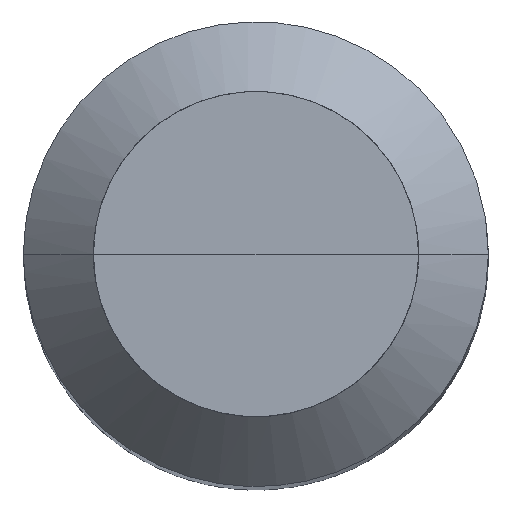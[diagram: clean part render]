
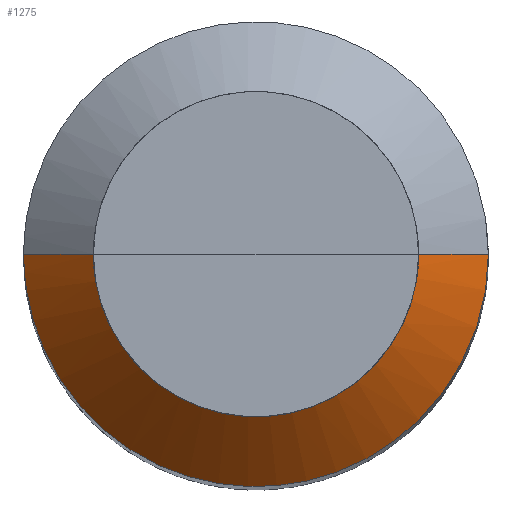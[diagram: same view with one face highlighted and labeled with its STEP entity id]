
A CAD part, top view. The second image highlights one B-rep face of the part: STEP entity #1275.
In plain terms, the highlighted free-form (B-spline) face has degree [1, 2] with [2, 5] control points.
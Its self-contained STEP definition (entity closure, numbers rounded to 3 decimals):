
#929=CARTESIAN_POINT('',(4.0,0.0,34.8));
#933=CARTESIAN_POINT('',(-4.0,0.0,34.8));
#934=CARTESIAN_POINT('',(2.8,0.0,36.0));
#938=CARTESIAN_POINT('',(-2.8,0.0,36.0));
#949=CARTESIAN_POINT('',(-4.0,-4.0,34.8));
#950=CARTESIAN_POINT('',(0.0,-4.0,34.8));
#951=CARTESIAN_POINT('',(4.0,-4.0,34.8));
#952=CARTESIAN_POINT('',(-2.8,-2.8,36.0));
#953=CARTESIAN_POINT('',(0.0,-2.8,36.0));
#954=CARTESIAN_POINT('',(2.8,-2.8,36.0));
#1256=(
BOUNDED_SURFACE()
B_SPLINE_SURFACE(1,2,(
(#933,#949,#950,#951,#929),
(#938,#952,#953,#954,#934)
), .UNSPECIFIED.,.F.,.F.,.F.)
B_SPLINE_SURFACE_WITH_KNOTS((2,2),(3,2,3),(
0.0,1.0),(
0.0,0.5,1.0), .UNSPECIFIED.)
GEOMETRIC_REPRESENTATION_ITEM()
RATIONAL_B_SPLINE_SURFACE(((1.0,0.707,1.0,0.707,1.0),
(1.0,0.707,1.0,0.707,1.0)
))
REPRESENTATION_ITEM('')
SURFACE()
);
#1257=(
BOUNDED_CURVE()
B_SPLINE_CURVE(2,(#938,#952,#953,#954,#934),.UNSPECIFIED.,.F.,.F.)
B_SPLINE_CURVE_WITH_KNOTS((3,2,3),
(0.0,0.5,1.0),.UNSPECIFIED.)
CURVE()
GEOMETRIC_REPRESENTATION_ITEM()
RATIONAL_B_SPLINE_CURVE((1.0,0.707,1.0,0.707,1.0))
REPRESENTATION_ITEM('')
);
#1258=(
BOUNDED_CURVE()
B_SPLINE_CURVE(1,(#934,#929),.UNSPECIFIED.,.F.,.F.)
B_SPLINE_CURVE_WITH_KNOTS((2,2),
(0.0,1.0),.UNSPECIFIED.)
CURVE()
GEOMETRIC_REPRESENTATION_ITEM()
RATIONAL_B_SPLINE_CURVE((1.0,1.0))
REPRESENTATION_ITEM('')
);
#1259=(
BOUNDED_CURVE()
B_SPLINE_CURVE(2,(#929,#951,#950,#949,#933),.UNSPECIFIED.,.F.,.F.)
B_SPLINE_CURVE_WITH_KNOTS((3,2,3),
(0.0,0.5,1.0),.UNSPECIFIED.)
CURVE()
GEOMETRIC_REPRESENTATION_ITEM()
RATIONAL_B_SPLINE_CURVE((1.0,0.707,1.0,0.707,1.0))
REPRESENTATION_ITEM('')
);
#1260=(
BOUNDED_CURVE()
B_SPLINE_CURVE(1,(#933,#938),.UNSPECIFIED.,.F.,.F.)
B_SPLINE_CURVE_WITH_KNOTS((2,2),
(0.0,1.0),.UNSPECIFIED.)
CURVE()
GEOMETRIC_REPRESENTATION_ITEM()
RATIONAL_B_SPLINE_CURVE((1.0,1.0))
REPRESENTATION_ITEM('')
);
#1261=VERTEX_POINT('',#929);
#1262=VERTEX_POINT('',#933);
#1263=VERTEX_POINT('',#934);
#1264=VERTEX_POINT('',#938);
#1265=EDGE_CURVE('',#1264,#1263,#1257,.T.);
#1266=EDGE_CURVE('',#1263,#1261,#1258,.T.);
#1267=EDGE_CURVE('',#1261,#1262,#1259,.T.);
#1268=EDGE_CURVE('',#1262,#1264,#1260,.T.);
#1269=ORIENTED_EDGE('',*,*,#1265,.T.);
#1270=ORIENTED_EDGE('',*,*,#1266,.T.);
#1271=ORIENTED_EDGE('',*,*,#1267,.T.);
#1272=ORIENTED_EDGE('',*,*,#1268,.T.);
#1273=EDGE_LOOP('',(#1269,#1270,#1271,#1272));
#1274=FACE_OUTER_BOUND('',#1273,.T.);
#1275=ADVANCED_FACE('',(#1274),#1256,.T.);
